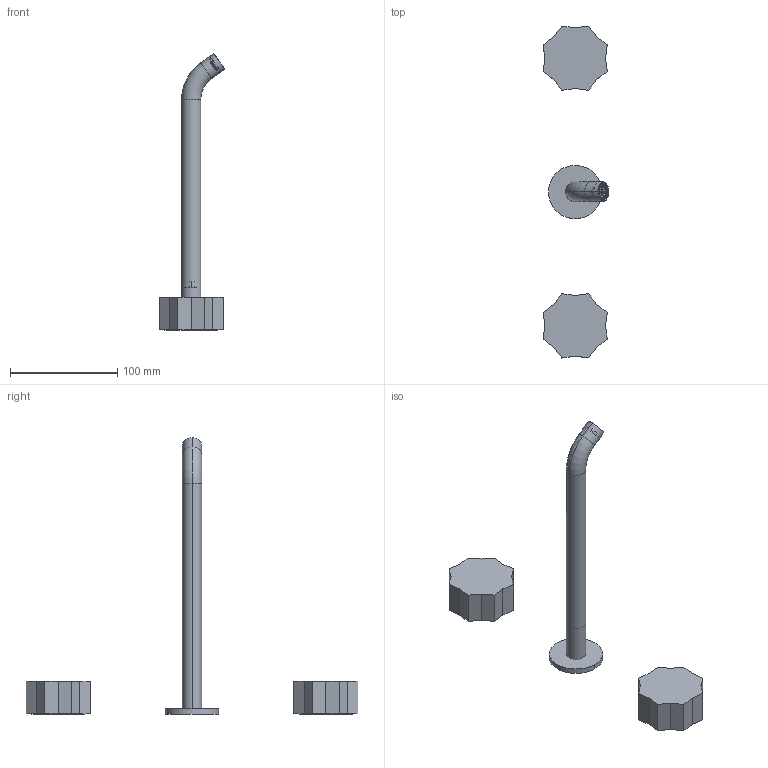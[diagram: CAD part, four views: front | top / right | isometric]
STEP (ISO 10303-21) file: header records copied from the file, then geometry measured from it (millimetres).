
FILE_DESCRIPTION(('CATIA V5 STEP Exchange','CAx-IF Rec.Pracs.--- Model Styling and Organization---1.5--- 2016-08-15','CAx-IF Rec.Pracs.---Supplemental Geometry---1.0---2011-11-01','CAx-IF Rec.Pracs.--- Composite Materials ---3.4---2017-06-13','CAx-IF Rec.Pracs.---Tessellated 3D Geometry---1.0---2015-12-17'),'2;1');
FILE_NAME('X5 01351.stp','2022-09-16T06:22:31+00:00',('none'),('none'),'CATIA Version 5-6 Release 2020 SP2','CATIA V5 STEP AP242 v2','none');
FILE_SCHEMA(('AP242_MANAGED_MODEL_BASED_3D_ENGINEERING_MIM_LF {1 0 10303 442 1 1 4}'));
Length unit declared in the file: millimetre
Products named in the file (9): X5 01351; P46886; P46891; R9C259; P47288; P52889; PR9C174; P47253; P9C168
Assembly tree (10 placements, depth 3):
  X5 01351
    P46886  x2
    P46891
    R9C259  x2
      P47288
      P52889
    PR9C174
      P47253
    P9C168
Bounding box: 61.59 x 310.11 x 258.37 mm (x, y, z)
Volume: 175283.9 mm3; surface area: 89701.2 mm2
Topology: 9 solids, 10 shells, 1969 faces, 5141 edges, 3353 vertices
Faces by surface type: bspline 1081, plane 372, cylinder 365, cone 71, torus 54, revolution 24, sphere 2
Entity records: 67937 total; most frequent: CARTESIAN_POINT 31888, ORIENTED_EDGE 9830, EDGE_CURVE 4915, B_SPLINE_CURVE_WITH_KNOTS 3372, VERTEX_POINT 3210, EDGE_LOOP 2059, DIRECTION 2036, ADVANCED_FACE 1880
